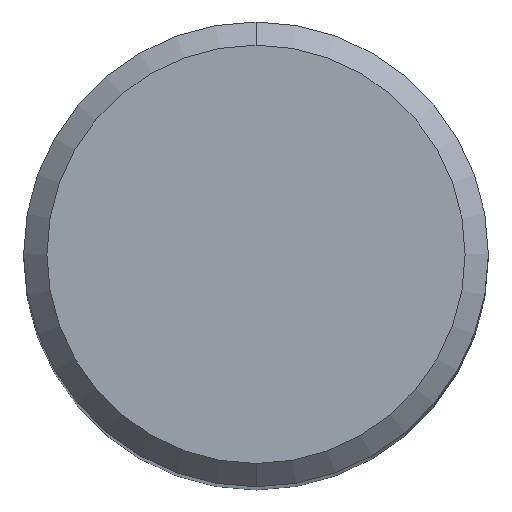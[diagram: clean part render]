
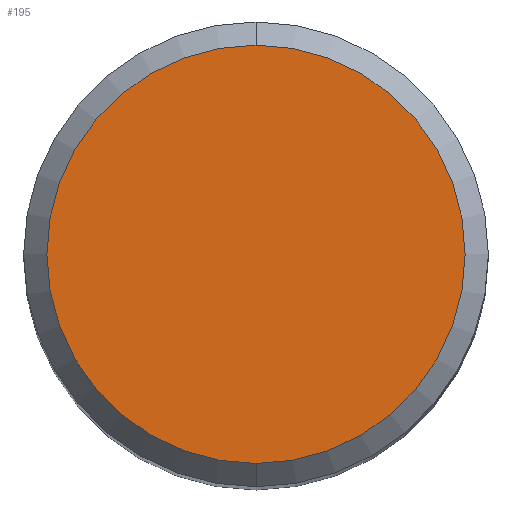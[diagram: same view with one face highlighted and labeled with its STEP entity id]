
A CAD part, top view. The second image highlights one B-rep face of the part: STEP entity #195.
In plain terms, the highlighted planar face has unit normal (0, 0, 1).
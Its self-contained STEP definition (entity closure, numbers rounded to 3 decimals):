
#123=VERTEX_POINT('',#277);
#167=EDGE_CURVE('',#225,#123,#326,.T.);
#195=ADVANCED_FACE('',(#358),#359,.T.);
#213=EDGE_CURVE('',#123,#225,#377,.T.);
#225=VERTEX_POINT('',#392);
#277=CARTESIAN_POINT('',(0.0,4.5,0.));
#326=CIRCLE('',#510,4.5);
#358=FACE_OUTER_BOUND('',#553,.T.);
#359=PLANE('',#554);
#377=CIRCLE('',#578,4.5);
#392=CARTESIAN_POINT('',(0.,-4.5,0.));
#510=AXIS2_PLACEMENT_3D('',#692,#693,#694);
#553=EDGE_LOOP('',(#742,#743));
#554=AXIS2_PLACEMENT_3D('',#744,#745,#746);
#578=AXIS2_PLACEMENT_3D('',#757,#758,#759);
#692=CARTESIAN_POINT('',(0.0,0.0,0.));
#693=DIRECTION('',(0.0,0.0,-1.0));
#694=DIRECTION('',(0.0,1.0,0.0));
#742=ORIENTED_EDGE('',*,*,#213,.F.);
#743=ORIENTED_EDGE('',*,*,#167,.F.);
#744=CARTESIAN_POINT('',(0.0,2.25,0.));
#745=DIRECTION('',(-0.0,0.0,1.0));
#746=DIRECTION('',(0.0,-1.0,0.0));
#757=CARTESIAN_POINT('',(0.0,0.0,0.));
#758=DIRECTION('',(0.0,0.0,-1.0));
#759=DIRECTION('',(0.0,1.0,0.0));
